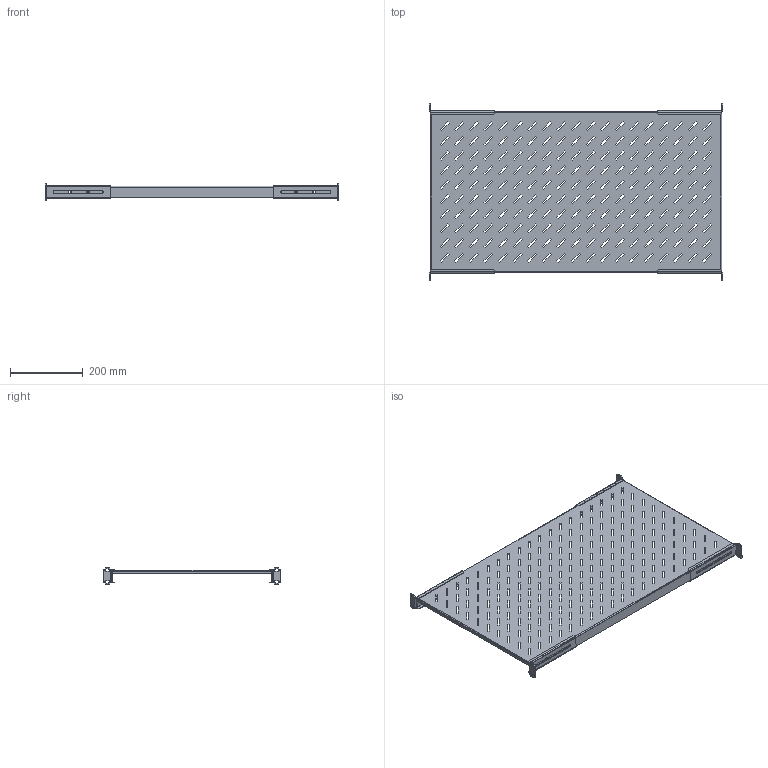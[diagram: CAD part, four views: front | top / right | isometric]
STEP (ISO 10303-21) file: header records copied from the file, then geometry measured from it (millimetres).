
FILE_DESCRIPTION (( 'STEP AP214' ), '1' );
FILE_NAME ('FS05-800PI-R_ITK Ïîëêà ñòàöèîíàðíàÿ L=800ìì ÷åðíàÿ.STEP', '2022-10-13T07:12:27', ( '' ), ( '' ), 'SwSTEP 2.0', 'SolidWorks 2022', '' );
FILE_SCHEMA (( 'AUTOMOTIVE_DESIGN' ));
Length unit declared in the file: millimetre
Products named in the file (3): АГИЕ 278.01.002 Кронштейн; АГИЕ 278.01.001 Полка стационарная_-02 800 черная; FS05-800PI-R_ITK Полка стационарная L=800мм черная
Assembly tree (5 placements, depth 2):
  FS05-800PI-R_ITK Полка стационарная L=800мм черная
    АГИЕ 278.01.001 Полка стационарная_-02 800 черная
    АГИЕ 278.01.002 Кронштейн  x4
Bounding box: 804 x 482.6 x 44 mm (x, y, z)
Volume: 817185.6 mm3; surface area: 856227.3 mm2
Topology: 5 solids, 5 shells, 1038 faces, 2956 edges, 1928 vertices
Faces by surface type: plane 946, cylinder 84, bspline 8
Entity records: 29649 total; most frequent: CARTESIAN_POINT 5602, ORIENTED_EDGE 5102, DIRECTION 4343, EDGE_CURVE 2551, LINE 2473, VECTOR 2473, VERTEX_POINT 1682, EDGE_LOOP 1275
